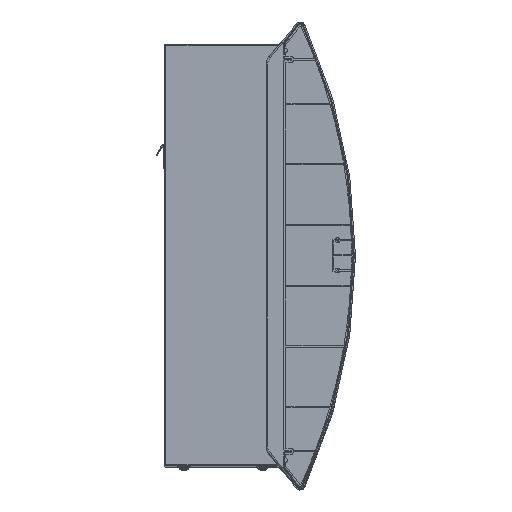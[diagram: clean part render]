
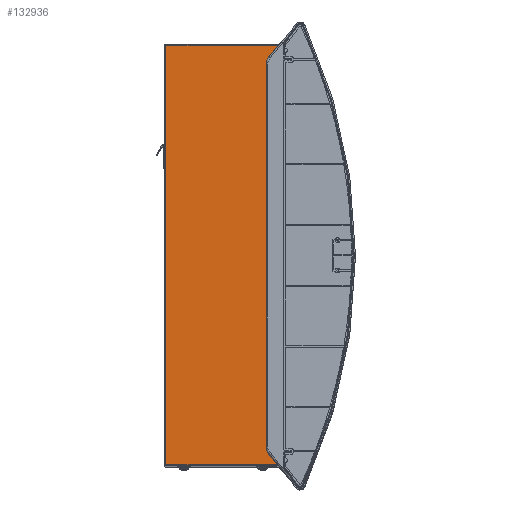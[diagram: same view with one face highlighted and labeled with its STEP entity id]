
A CAD part, top view. The second image highlights one B-rep face of the part: STEP entity #132936.
In plain terms, the highlighted planar face has unit normal (0, 0, 1).
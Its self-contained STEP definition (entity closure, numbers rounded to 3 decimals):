
#9837 = LINE ( 'NONE', #159981, #151686 ) ;
#24415 = LINE ( 'NONE', #44050, #204329 ) ;
#25057 = ORIENTED_EDGE ( 'NONE', *, *, #69097, .F. ) ;
#29007 = AXIS2_PLACEMENT_3D ( 'NONE', #196872, #140420, #185407 ) ;
#44050 = CARTESIAN_POINT ( 'NONE',  ( -146.686, 386.809, 674.825 ) ) ;
#48558 = ORIENTED_EDGE ( 'NONE', *, *, #80685, .F. ) ;
#54566 = CARTESIAN_POINT ( 'NONE',  ( -146.686, -304.191, 674.825 ) ) ;
#65168 = PLANE ( 'NONE',  #29007 ) ;
#67600 = FACE_OUTER_BOUND ( 'NONE', #182354, .T. ) ;
#69097 = EDGE_CURVE ( 'NONE', #217437, #154233, #163883, .T. ) ;
#78304 = DIRECTION ( 'NONE',  ( 0., 1., 0. ) ) ;
#80685 = EDGE_CURVE ( 'NONE', #193922, #114510, #9837, .T. ) ;
#84810 = EDGE_CURVE ( 'NONE', #154233, #193922, #115380, .T. ) ;
#86039 = DIRECTION ( 'NONE',  ( 1., 0., 0. ) ) ;
#86796 = ORIENTED_EDGE ( 'NONE', *, *, #84810, .F. ) ;
#86999 = CARTESIAN_POINT ( 'NONE',  ( -337.686, -304.191, 674.825 ) ) ;
#88738 = CARTESIAN_POINT ( 'NONE',  ( -337.686, -304.191, 674.825 ) ) ;
#89534 = VECTOR ( 'NONE', #78304, 1000. ) ;
#94067 = CARTESIAN_POINT ( 'NONE',  ( -337.686, 386.809, 674.825 ) ) ;
#109643 = DIRECTION ( 'NONE',  ( -1., 0., 0. ) ) ;
#114510 = VERTEX_POINT ( 'NONE', #141083 ) ;
#115380 = LINE ( 'NONE', #147815, #89534 ) ;
#132936 = ADVANCED_FACE ( 'NONE', ( #67600 ), #65168, .T. ) ;
#140420 = DIRECTION ( 'NONE',  ( 0., 0., 1. ) ) ;
#141083 = CARTESIAN_POINT ( 'NONE',  ( -146.686, 386.809, 674.825 ) ) ;
#147815 = CARTESIAN_POINT ( 'NONE',  ( -337.686, 386.809, 674.825 ) ) ;
#151686 = VECTOR ( 'NONE', #86039, 1000. ) ;
#154233 = VERTEX_POINT ( 'NONE', #86999 ) ;
#155591 = VECTOR ( 'NONE', #109643, 1000. ) ;
#159981 = CARTESIAN_POINT ( 'NONE',  ( -337.686, 386.809, 674.825 ) ) ;
#163883 = LINE ( 'NONE', #88738, #155591 ) ;
#172138 = DIRECTION ( 'NONE',  ( 0., -1., 0. ) ) ;
#173490 = ORIENTED_EDGE ( 'NONE', *, *, #181345, .F. ) ;
#181345 = EDGE_CURVE ( 'NONE', #114510, #217437, #24415, .T. ) ;
#182354 = EDGE_LOOP ( 'NONE', ( #86796, #25057, #173490, #48558 ) ) ;
#185407 = DIRECTION ( 'NONE',  ( -1., 0., 0. ) ) ;
#193922 = VERTEX_POINT ( 'NONE', #94067 ) ;
#196872 = CARTESIAN_POINT ( 'NONE',  ( -337.686, -304.191, 674.825 ) ) ;
#204329 = VECTOR ( 'NONE', #172138, 1000. ) ;
#217437 = VERTEX_POINT ( 'NONE', #54566 ) ;
